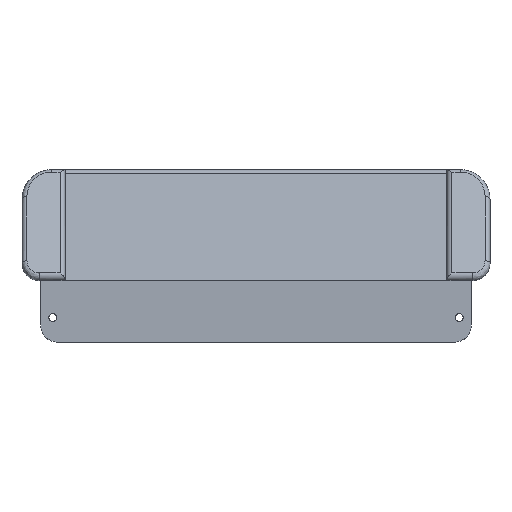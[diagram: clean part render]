
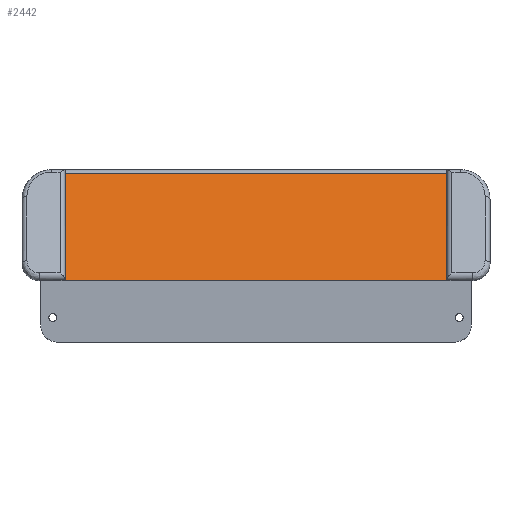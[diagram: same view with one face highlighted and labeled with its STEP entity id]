
A CAD part, top view. The second image highlights one B-rep face of the part: STEP entity #2442.
In plain terms, the highlighted planar face has unit normal (0, 0.258, 0.966).
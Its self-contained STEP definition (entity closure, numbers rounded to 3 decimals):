
#618 = VERTEX_POINT('',#619);
#619 = CARTESIAN_POINT('',(-77.5,65.,60.));
#771 = VERTEX_POINT('',#772);
#772 = CARTESIAN_POINT('',(77.5,65.,60.));
#1656 = EDGE_CURVE('',#1657,#771,#1659,.T.);
#1657 = VERTEX_POINT('',#1658);
#1658 = CARTESIAN_POINT('',(77.5,108.515,48.396));
#1659 = LINE('',#1660,#1661);
#1660 = CARTESIAN_POINT('',(77.5,110.,48.));
#1661 = VECTOR('',#1662,1.);
#1662 = DIRECTION('',(0.,-0.966,0.258));
#1716 = VERTEX_POINT('',#1717);
#1717 = CARTESIAN_POINT('',(-77.5,108.515,48.396));
#1724 = EDGE_CURVE('',#1657,#1716,#1725,.T.);
#1725 = LINE('',#1726,#1727);
#1726 = CARTESIAN_POINT('',(77.5,108.515,48.396));
#1727 = VECTOR('',#1728,1.);
#1728 = DIRECTION('',(-1.,0.,0.));
#1772 = EDGE_CURVE('',#1716,#618,#1773,.T.);
#1773 = LINE('',#1774,#1775);
#1774 = CARTESIAN_POINT('',(-77.5,110.,48.));
#1775 = VECTOR('',#1776,1.);
#1776 = DIRECTION('',(0.,-0.966,0.258));
#2058 = EDGE_CURVE('',#618,#771,#2059,.T.);
#2059 = LINE('',#2060,#2061);
#2060 = CARTESIAN_POINT('',(-95.,65.,60.));
#2061 = VECTOR('',#2062,1.);
#2062 = DIRECTION('',(1.,0.,0.));
#2442 = ADVANCED_FACE('',(#2443),#2449,.T.);
#2443 = FACE_BOUND('',#2444,.T.);
#2444 = EDGE_LOOP('',(#2445,#2446,#2447,#2448));
#2445 = ORIENTED_EDGE('',*,*,#1656,.F.);
#2446 = ORIENTED_EDGE('',*,*,#1724,.T.);
#2447 = ORIENTED_EDGE('',*,*,#1772,.T.);
#2448 = ORIENTED_EDGE('',*,*,#2058,.T.);
#2449 = PLANE('',#2450);
#2450 = AXIS2_PLACEMENT_3D('',#2451,#2452,#2453);
#2451 = CARTESIAN_POINT('',(77.5,110.,48.));
#2452 = DIRECTION('',(0.,0.258,0.966));
#2453 = DIRECTION('',(0.,-0.966,0.258));
